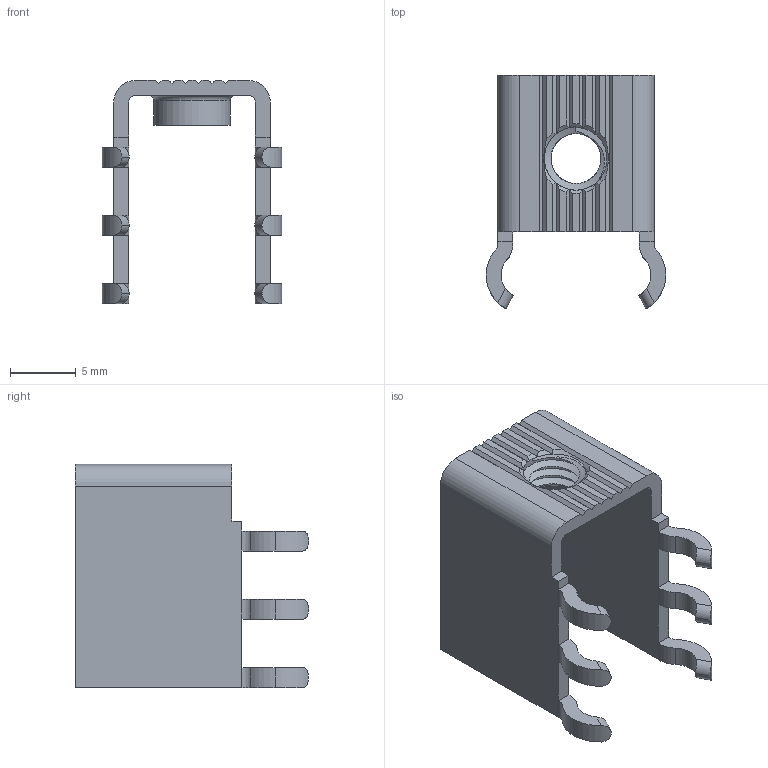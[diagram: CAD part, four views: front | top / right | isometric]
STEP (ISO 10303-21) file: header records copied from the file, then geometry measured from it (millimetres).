
FILE_DESCRIPTION (( 'STEP AP203' ), '1' );
FILE_NAME ('Keystone_8186.step', '2024-01-15T15:13:41', ( '' ), ( '' ), 'SwSTEP 2.0', 'SolidWorks 2019', '' );
FILE_SCHEMA (( 'CONFIG_CONTROL_DESIGN' ));
Length unit declared in the file: inch
Products named in the file (2): Keystone_8186
Bounding box: 13.72 x 17.78 x 17.02 mm (x, y, z)
Volume: 660.2 mm3; surface area: 1443.8 mm2
Topology: 2 solids, 2 shells, 149 faces, 402 edges, 257 vertices
Faces by surface type: plane 69, cylinder 64, cone 9, bspline 5, torus 2
Entity records: 5852 total; most frequent: CARTESIAN_POINT 2086, ORIENTED_EDGE 804, DIRECTION 721, EDGE_CURVE 402, AXIS2_PLACEMENT_3D 260, VERTEX_POINT 257, VECTOR 201, LINE 201
